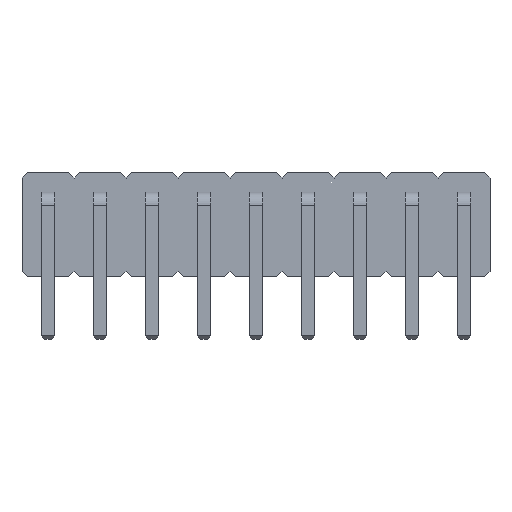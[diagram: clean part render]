
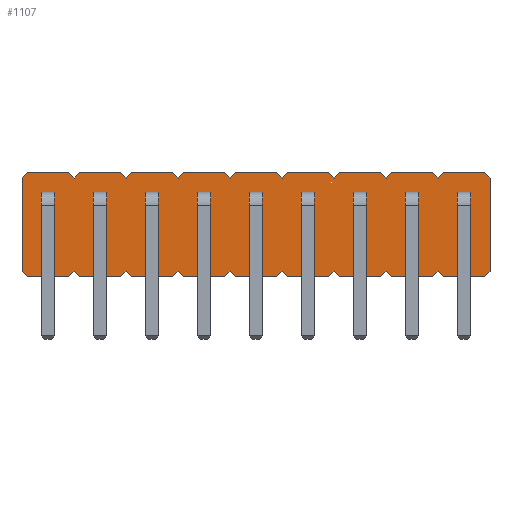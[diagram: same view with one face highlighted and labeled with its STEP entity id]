
A CAD part, left-side view. The second image highlights one B-rep face of the part: STEP entity #1107.
In plain terms, the highlighted planar face has unit normal (-1, 0, 0).
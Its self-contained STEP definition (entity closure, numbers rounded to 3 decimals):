
#13=DIRECTION('',(0.,0.,1.));
#22=VERTEX_POINT('',#23);
#23=CARTESIAN_POINT('',(3.5,1.,0.2));
#34=VECTOR('',#35,1.);
#35=DIRECTION('',(0.,-0.707,-0.707));
#38=VERTEX_POINT('',#39);
#39=CARTESIAN_POINT('',(3.5,0.8,0.));
#42=EDGE_CURVE('',#22,#38,#43,.T.);
#43=LINE('',#23,#34);
#46=DIRECTION('',(0.,0.707,-0.707));
#56=VECTOR('',#57,1.);
#57=DIRECTION('',(0.,-1.,0.));
#60=VERTEX_POINT('',#61);
#61=CARTESIAN_POINT('',(3.5,-0.8,0.));
#64=EDGE_CURVE('',#38,#60,#65,.T.);
#65=LINE('',#39,#56);
#78=VECTOR('',#79,1.);
#79=DIRECTION('',(0.,-0.707,0.707));
#82=VERTEX_POINT('',#83);
#83=CARTESIAN_POINT('',(3.5,-1.,0.2));
#86=EDGE_CURVE('',#60,#82,#87,.T.);
#87=LINE('',#61,#78);
#102=VERTEX_POINT('',#103);
#103=CARTESIAN_POINT('',(3.5,-1.2,0.));
#106=EDGE_CURVE('',#82,#102,#107,.T.);
#107=LINE('',#83,#34);
#121=VERTEX_POINT('',#122);
#122=CARTESIAN_POINT('',(3.5,-2.8,0.));
#125=EDGE_CURVE('',#102,#121,#126,.T.);
#126=LINE('',#103,#56);
#140=VERTEX_POINT('',#141);
#141=CARTESIAN_POINT('',(3.5,-3.,0.2));
#144=EDGE_CURVE('',#121,#140,#145,.T.);
#145=LINE('',#122,#78);
#159=VERTEX_POINT('',#160);
#160=CARTESIAN_POINT('',(3.5,-3.2,0.));
#163=EDGE_CURVE('',#140,#159,#164,.T.);
#164=LINE('',#141,#34);
#179=VERTEX_POINT('',#180);
#180=CARTESIAN_POINT('',(3.5,-4.8,0.));
#183=EDGE_CURVE('',#159,#179,#184,.T.);
#184=LINE('',#185,#56);
#185=CARTESIAN_POINT('',(3.5,-3.2,0.));
#199=VERTEX_POINT('',#200);
#200=CARTESIAN_POINT('',(3.5,-5.,0.2));
#203=EDGE_CURVE('',#179,#199,#204,.T.);
#204=LINE('',#180,#78);
#218=VERTEX_POINT('',#219);
#219=CARTESIAN_POINT('',(3.5,-5.2,0.));
#222=EDGE_CURVE('',#199,#218,#223,.T.);
#223=LINE('',#200,#34);
#238=VERTEX_POINT('',#239);
#239=CARTESIAN_POINT('',(3.5,-6.8,0.));
#242=EDGE_CURVE('',#218,#238,#243,.T.);
#243=LINE('',#244,#56);
#244=CARTESIAN_POINT('',(3.5,-5.2,0.));
#258=VERTEX_POINT('',#259);
#259=CARTESIAN_POINT('',(3.5,-7.,0.2));
#262=EDGE_CURVE('',#238,#258,#263,.T.);
#263=LINE('',#239,#78);
#277=VERTEX_POINT('',#278);
#278=CARTESIAN_POINT('',(3.5,-7.2,0.));
#281=EDGE_CURVE('',#258,#277,#282,.T.);
#282=LINE('',#259,#34);
#297=VERTEX_POINT('',#298);
#298=CARTESIAN_POINT('',(3.5,-8.8,0.));
#301=EDGE_CURVE('',#277,#297,#302,.T.);
#302=LINE('',#303,#56);
#303=CARTESIAN_POINT('',(3.5,-7.2,0.));
#317=VERTEX_POINT('',#318);
#318=CARTESIAN_POINT('',(3.5,-9.,0.2));
#321=EDGE_CURVE('',#297,#317,#322,.T.);
#322=LINE('',#298,#78);
#336=VERTEX_POINT('',#337);
#337=CARTESIAN_POINT('',(3.5,-9.2,0.));
#340=EDGE_CURVE('',#317,#336,#341,.T.);
#341=LINE('',#318,#34);
#355=VERTEX_POINT('',#356);
#356=CARTESIAN_POINT('',(3.5,-10.8,0.));
#359=EDGE_CURVE('',#336,#355,#360,.T.);
#360=LINE('',#337,#56);
#374=VERTEX_POINT('',#375);
#375=CARTESIAN_POINT('',(3.5,-11.,0.2));
#378=EDGE_CURVE('',#355,#374,#379,.T.);
#379=LINE('',#356,#78);
#393=VERTEX_POINT('',#394);
#394=CARTESIAN_POINT('',(3.5,-11.2,0.));
#397=EDGE_CURVE('',#374,#393,#398,.T.);
#398=LINE('',#375,#34);
#412=VERTEX_POINT('',#413);
#413=CARTESIAN_POINT('',(3.5,-12.8,0.));
#416=EDGE_CURVE('',#393,#412,#417,.T.);
#417=LINE('',#394,#56);
#431=VERTEX_POINT('',#432);
#432=CARTESIAN_POINT('',(3.5,-13.,0.2));
#435=EDGE_CURVE('',#412,#431,#436,.T.);
#436=LINE('',#413,#78);
#450=VERTEX_POINT('',#451);
#451=CARTESIAN_POINT('',(3.5,-13.2,0.));
#454=EDGE_CURVE('',#431,#450,#455,.T.);
#455=LINE('',#432,#34);
#469=VERTEX_POINT('',#470);
#470=CARTESIAN_POINT('',(3.5,-14.8,0.));
#473=EDGE_CURVE('',#450,#469,#474,.T.);
#474=LINE('',#451,#56);
#488=VERTEX_POINT('',#489);
#489=CARTESIAN_POINT('',(3.5,-15.,0.2));
#492=EDGE_CURVE('',#469,#488,#493,.T.);
#493=LINE('',#470,#78);
#507=VERTEX_POINT('',#508);
#508=CARTESIAN_POINT('',(3.5,-15.2,0.));
#511=EDGE_CURVE('',#488,#507,#512,.T.);
#512=LINE('',#489,#34);
#526=VERTEX_POINT('',#527);
#527=CARTESIAN_POINT('',(3.5,-16.8,0.));
#530=EDGE_CURVE('',#507,#526,#531,.T.);
#531=LINE('',#508,#56);
#545=VERTEX_POINT('',#546);
#546=CARTESIAN_POINT('',(3.5,-17.,0.2));
#549=EDGE_CURVE('',#526,#545,#550,.T.);
#550=LINE('',#527,#78);
#562=VECTOR('',#13,1.);
#565=VERTEX_POINT('',#566);
#566=CARTESIAN_POINT('',(3.5,-17.,3.8));
#569=EDGE_CURVE('',#545,#565,#570,.T.);
#570=LINE('',#546,#562);
#582=VECTOR('',#583,1.);
#583=DIRECTION('',(0.,0.707,0.707));
#586=VERTEX_POINT('',#587);
#587=CARTESIAN_POINT('',(3.5,-16.8,4.));
#590=EDGE_CURVE('',#565,#586,#591,.T.);
#591=LINE('',#566,#582);
#603=VECTOR('',#604,1.);
#604=DIRECTION('',(0.,1.,0.));
#607=VERTEX_POINT('',#608);
#608=CARTESIAN_POINT('',(3.5,-15.2,4.));
#611=EDGE_CURVE('',#586,#607,#612,.T.);
#612=LINE('',#587,#603);
#624=VECTOR('',#46,1.);
#627=VERTEX_POINT('',#628);
#628=CARTESIAN_POINT('',(3.5,-15.,3.8));
#631=EDGE_CURVE('',#607,#627,#632,.T.);
#632=LINE('',#608,#624);
#646=VERTEX_POINT('',#647);
#647=CARTESIAN_POINT('',(3.5,-14.8,4.));
#650=EDGE_CURVE('',#627,#646,#651,.T.);
#651=LINE('',#628,#582);
#665=VERTEX_POINT('',#666);
#666=CARTESIAN_POINT('',(3.5,-13.2,4.));
#669=EDGE_CURVE('',#646,#665,#670,.T.);
#670=LINE('',#647,#603);
#684=VERTEX_POINT('',#685);
#685=CARTESIAN_POINT('',(3.5,-13.,3.8));
#688=EDGE_CURVE('',#665,#684,#689,.T.);
#689=LINE('',#666,#624);
#703=VERTEX_POINT('',#704);
#704=CARTESIAN_POINT('',(3.5,-12.8,4.));
#707=EDGE_CURVE('',#684,#703,#708,.T.);
#708=LINE('',#685,#582);
#722=VERTEX_POINT('',#723);
#723=CARTESIAN_POINT('',(3.5,-11.2,4.));
#726=EDGE_CURVE('',#703,#722,#727,.T.);
#727=LINE('',#704,#603);
#741=VERTEX_POINT('',#742);
#742=CARTESIAN_POINT('',(3.5,-11.,3.8));
#745=EDGE_CURVE('',#722,#741,#746,.T.);
#746=LINE('',#723,#624);
#760=VERTEX_POINT('',#761);
#761=CARTESIAN_POINT('',(3.5,-10.8,4.));
#764=EDGE_CURVE('',#741,#760,#765,.T.);
#765=LINE('',#742,#582);
#779=VERTEX_POINT('',#780);
#780=CARTESIAN_POINT('',(3.5,-9.2,4.));
#783=EDGE_CURVE('',#760,#779,#784,.T.);
#784=LINE('',#761,#603);
#798=VERTEX_POINT('',#799);
#799=CARTESIAN_POINT('',(3.5,-9.,3.8));
#802=EDGE_CURVE('',#779,#798,#803,.T.);
#803=LINE('',#780,#624);
#817=VERTEX_POINT('',#818);
#818=CARTESIAN_POINT('',(3.5,-8.8,4.));
#821=EDGE_CURVE('',#798,#817,#822,.T.);
#822=LINE('',#799,#582);
#836=VERTEX_POINT('',#837);
#837=CARTESIAN_POINT('',(3.5,-7.2,4.));
#840=EDGE_CURVE('',#817,#836,#841,.T.);
#841=LINE('',#818,#603);
#855=VERTEX_POINT('',#856);
#856=CARTESIAN_POINT('',(3.5,-7.,3.8));
#859=EDGE_CURVE('',#836,#855,#860,.T.);
#860=LINE('',#837,#624);
#874=VERTEX_POINT('',#875);
#875=CARTESIAN_POINT('',(3.5,-6.8,4.));
#878=EDGE_CURVE('',#855,#874,#879,.T.);
#879=LINE('',#856,#582);
#893=VERTEX_POINT('',#894);
#894=CARTESIAN_POINT('',(3.5,-5.2,4.));
#897=EDGE_CURVE('',#874,#893,#898,.T.);
#898=LINE('',#875,#603);
#912=VERTEX_POINT('',#913);
#913=CARTESIAN_POINT('',(3.5,-5.,3.8));
#916=EDGE_CURVE('',#893,#912,#917,.T.);
#917=LINE('',#894,#624);
#931=VERTEX_POINT('',#932);
#932=CARTESIAN_POINT('',(3.5,-4.8,4.));
#935=EDGE_CURVE('',#912,#931,#936,.T.);
#936=LINE('',#913,#582);
#950=VERTEX_POINT('',#951);
#951=CARTESIAN_POINT('',(3.5,-3.2,4.));
#954=EDGE_CURVE('',#931,#950,#955,.T.);
#955=LINE('',#932,#603);
#969=VERTEX_POINT('',#970);
#970=CARTESIAN_POINT('',(3.5,-3.,3.8));
#973=EDGE_CURVE('',#950,#969,#974,.T.);
#974=LINE('',#951,#624);
#988=VERTEX_POINT('',#989);
#989=CARTESIAN_POINT('',(3.5,-2.8,4.));
#992=EDGE_CURVE('',#969,#988,#993,.T.);
#993=LINE('',#970,#582);
#1007=VERTEX_POINT('',#1008);
#1008=CARTESIAN_POINT('',(3.5,-1.2,4.));
#1011=EDGE_CURVE('',#988,#1007,#1012,.T.);
#1012=LINE('',#989,#603);
#1026=VERTEX_POINT('',#1027);
#1027=CARTESIAN_POINT('',(3.5,-1.,3.8));
#1030=EDGE_CURVE('',#1007,#1026,#1031,.T.);
#1031=LINE('',#1008,#624);
#1045=VERTEX_POINT('',#1046);
#1046=CARTESIAN_POINT('',(3.5,-0.8,4.));
#1049=EDGE_CURVE('',#1026,#1045,#1050,.T.);
#1050=LINE('',#1027,#582);
#1064=VERTEX_POINT('',#1065);
#1065=CARTESIAN_POINT('',(3.5,0.8,4.));
#1068=EDGE_CURVE('',#1045,#1064,#1069,.T.);
#1069=LINE('',#1046,#603);
#1083=VERTEX_POINT('',#1084);
#1084=CARTESIAN_POINT('',(3.5,1.,3.8));
#1087=EDGE_CURVE('',#1064,#1083,#1088,.T.);
#1088=LINE('',#1065,#624);
#1098=VECTOR('',#1099,1.);
#1099=DIRECTION('',(0.,0.,-1.));
#1102=EDGE_CURVE('',#1083,#22,#1103,.T.);
#1103=LINE('',#1084,#1098);
#1107=ADVANCED_FACE('',(#1108),#1166,.T.);
#1108=FACE_BOUND('',#1109,.T.);
#1109=EDGE_LOOP('',(#1110,#1111,#1112,#1113,#1114,#1115,#1116,#1117,#1118,#1119,#1120,#1121,#1122,#1123,#1124,#1125,#1126,#1127,#1128,#1129,#1130,#1131,#1132,#1133,#1134,#1135,#1136,#1137,#1138,#1139,#1140,#1141,#1142,#1143,#1144,#1145,#1146,#1147,#1148,#1149,#1150,#1151,#1152,#1153,#1154,#1155,#1156,#1157,#1158,#1159,#1160,#1161,#1162,#1163,#1164,#1165));
#1110=ORIENTED_EDGE('',*,*,#42,.T.);
#1111=ORIENTED_EDGE('',*,*,#64,.T.);
#1112=ORIENTED_EDGE('',*,*,#86,.T.);
#1113=ORIENTED_EDGE('',*,*,#106,.T.);
#1114=ORIENTED_EDGE('',*,*,#125,.T.);
#1115=ORIENTED_EDGE('',*,*,#144,.T.);
#1116=ORIENTED_EDGE('',*,*,#163,.T.);
#1117=ORIENTED_EDGE('',*,*,#183,.T.);
#1118=ORIENTED_EDGE('',*,*,#203,.T.);
#1119=ORIENTED_EDGE('',*,*,#222,.T.);
#1120=ORIENTED_EDGE('',*,*,#242,.T.);
#1121=ORIENTED_EDGE('',*,*,#262,.T.);
#1122=ORIENTED_EDGE('',*,*,#281,.T.);
#1123=ORIENTED_EDGE('',*,*,#301,.T.);
#1124=ORIENTED_EDGE('',*,*,#321,.T.);
#1125=ORIENTED_EDGE('',*,*,#340,.T.);
#1126=ORIENTED_EDGE('',*,*,#359,.T.);
#1127=ORIENTED_EDGE('',*,*,#378,.T.);
#1128=ORIENTED_EDGE('',*,*,#397,.T.);
#1129=ORIENTED_EDGE('',*,*,#416,.T.);
#1130=ORIENTED_EDGE('',*,*,#435,.T.);
#1131=ORIENTED_EDGE('',*,*,#454,.T.);
#1132=ORIENTED_EDGE('',*,*,#473,.T.);
#1133=ORIENTED_EDGE('',*,*,#492,.T.);
#1134=ORIENTED_EDGE('',*,*,#511,.T.);
#1135=ORIENTED_EDGE('',*,*,#530,.T.);
#1136=ORIENTED_EDGE('',*,*,#549,.T.);
#1137=ORIENTED_EDGE('',*,*,#569,.T.);
#1138=ORIENTED_EDGE('',*,*,#590,.T.);
#1139=ORIENTED_EDGE('',*,*,#611,.T.);
#1140=ORIENTED_EDGE('',*,*,#631,.T.);
#1141=ORIENTED_EDGE('',*,*,#650,.T.);
#1142=ORIENTED_EDGE('',*,*,#669,.T.);
#1143=ORIENTED_EDGE('',*,*,#688,.T.);
#1144=ORIENTED_EDGE('',*,*,#707,.T.);
#1145=ORIENTED_EDGE('',*,*,#726,.T.);
#1146=ORIENTED_EDGE('',*,*,#745,.T.);
#1147=ORIENTED_EDGE('',*,*,#764,.T.);
#1148=ORIENTED_EDGE('',*,*,#783,.T.);
#1149=ORIENTED_EDGE('',*,*,#802,.T.);
#1150=ORIENTED_EDGE('',*,*,#821,.T.);
#1151=ORIENTED_EDGE('',*,*,#840,.T.);
#1152=ORIENTED_EDGE('',*,*,#859,.T.);
#1153=ORIENTED_EDGE('',*,*,#878,.T.);
#1154=ORIENTED_EDGE('',*,*,#897,.T.);
#1155=ORIENTED_EDGE('',*,*,#916,.T.);
#1156=ORIENTED_EDGE('',*,*,#935,.T.);
#1157=ORIENTED_EDGE('',*,*,#954,.T.);
#1158=ORIENTED_EDGE('',*,*,#973,.T.);
#1159=ORIENTED_EDGE('',*,*,#992,.T.);
#1160=ORIENTED_EDGE('',*,*,#1011,.T.);
#1161=ORIENTED_EDGE('',*,*,#1030,.T.);
#1162=ORIENTED_EDGE('',*,*,#1049,.T.);
#1163=ORIENTED_EDGE('',*,*,#1068,.T.);
#1164=ORIENTED_EDGE('',*,*,#1087,.T.);
#1165=ORIENTED_EDGE('',*,*,#1102,.T.);
#1166=PLANE('',#1167);
#1167=AXIS2_PLACEMENT_3D('',#1168,#1169,#1170);
#1168=CARTESIAN_POINT('',(3.5,-8.,2.));
#1169=DIRECTION('',(-1.,0.,0.));
#1170=DIRECTION('',(0.,0.,-1.));
